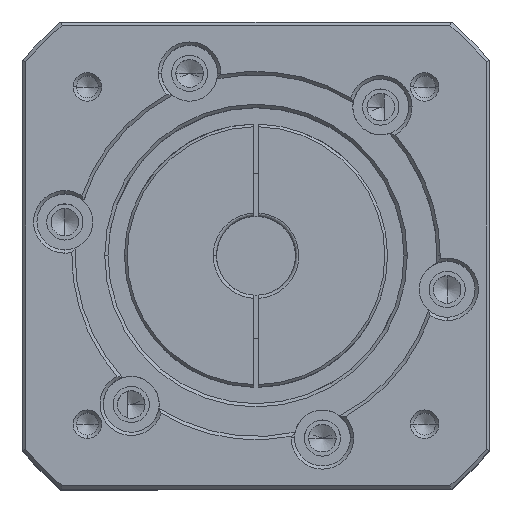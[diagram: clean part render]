
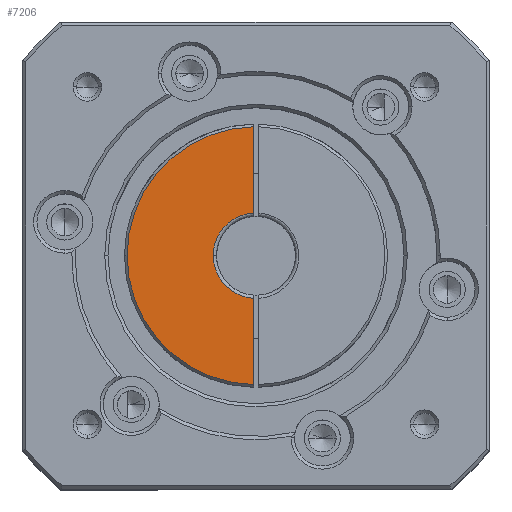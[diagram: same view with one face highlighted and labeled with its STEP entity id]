
A CAD part, top view. The second image highlights one B-rep face of the part: STEP entity #7206.
In plain terms, the highlighted planar face has unit normal (0, 0, 1).
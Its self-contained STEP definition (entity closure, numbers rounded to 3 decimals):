
#1116 = CARTESIAN_POINT ( 'NONE',  ( -13., 0., 100.5 ) ) ;
#1521 = EDGE_CURVE ( 'NONE', #16594, #6043, #19168, .T. ) ;
#2334 = CARTESIAN_POINT ( 'NONE',  ( -39.2, 0., 100.5 ) ) ;
#2443 = EDGE_LOOP ( 'NONE', ( #13157, #17518, #6924, #4528, #12878, #5079 ) ) ;
#3544 = VERTEX_POINT ( 'NONE', #10882 ) ;
#3680 = DIRECTION ( 'NONE',  ( 0., 0., 1. ) ) ;
#3684 = DIRECTION ( 'NONE',  ( 1., 0., 0. ) ) ;
#3689 = DIRECTION ( 'NONE',  ( 0., 0., 1. ) ) ;
#3708 = CARTESIAN_POINT ( 'NONE',  ( 15.072, 0., 100.5 ) ) ;
#3723 = CARTESIAN_POINT ( 'NONE',  ( -0.75, -12.978, 100.5 ) ) ;
#3812 = AXIS2_PLACEMENT_3D ( 'NONE', #3708, #3689, #3684 ) ;
#3921 = PLANE ( 'NONE',  #3812 ) ;
#4528 = ORIENTED_EDGE ( 'NONE', *, *, #1521, .F. ) ;
#4716 = EDGE_CURVE ( 'NONE', #9474, #3544, #9264, .T. ) ;
#4951 = VECTOR ( 'NONE', #19059, 1000. ) ;
#5079 = ORIENTED_EDGE ( 'NONE', *, *, #7085, .T. ) ;
#5477 = DIRECTION ( 'NONE',  ( 0., 1., 0. ) ) ;
#5634 = CARTESIAN_POINT ( 'NONE',  ( -0.75, -42.068, 100.5 ) ) ;
#6043 = VERTEX_POINT ( 'NONE', #17058 ) ;
#6924 = ORIENTED_EDGE ( 'NONE', *, *, #19434, .T. ) ;
#6938 = AXIS2_PLACEMENT_3D ( 'NONE', #19608, #19548, #19527 ) ;
#7085 = EDGE_CURVE ( 'NONE', #11013, #16313, #12815, .T. ) ;
#7206 = ADVANCED_FACE ( 'NONE', ( #17832 ), #3921, .T. ) ;
#7534 = CIRCLE ( 'NONE', #15687, 39.2 ) ;
#7576 = VECTOR ( 'NONE', #5477, 1000. ) ;
#9264 = CIRCLE ( 'NONE', #6938, 39.2 ) ;
#9354 =( BOUNDED_CURVE ( )  B_SPLINE_CURVE ( 3, ( #16549, #20072, #11452, #1116 ),
 .UNSPECIFIED., .F., .F. ) 
 B_SPLINE_CURVE_WITH_KNOTS ( ( 4, 4 ),
 ( 0., 0.5 ),
 .UNSPECIFIED. ) 
 CURVE ( )  GEOMETRIC_REPRESENTATION_ITEM ( )  RATIONAL_B_SPLINE_CURVE ( ( 1., 0.818, 0.818, 1. ) ) 
 REPRESENTATION_ITEM ( '' )  );
#9474 = VERTEX_POINT ( 'NONE', #2334 ) ;
#9576 = LINE ( 'NONE', #12145, #4951 ) ;
#9781 = CARTESIAN_POINT ( 'NONE',  ( -13., 0., 100.5 ) ) ;
#9942 = CARTESIAN_POINT ( 'NONE',  ( -13., -7.271, 100.5 ) ) ;
#10021 = CARTESIAN_POINT ( 'NONE',  ( -8.009, -12.559, 100.5 ) ) ;
#10882 = CARTESIAN_POINT ( 'NONE',  ( -0.75, -39.193, 100.5 ) ) ;
#11013 = VERTEX_POINT ( 'NONE', #14214 ) ;
#11452 = CARTESIAN_POINT ( 'NONE',  ( -13., 7.271, 100.5 ) ) ;
#11610 = EDGE_CURVE ( 'NONE', #16313, #9474, #7534, .T. ) ;
#12145 = CARTESIAN_POINT ( 'NONE',  ( -0.75, -42.068, 100.5 ) ) ;
#12815 = LINE ( 'NONE', #5634, #7576 ) ;
#12878 = ORIENTED_EDGE ( 'NONE', *, *, #19233, .F. ) ;
#13157 = ORIENTED_EDGE ( 'NONE', *, *, #11610, .T. ) ;
#14120 = CARTESIAN_POINT ( 'NONE',  ( 0., 0., 100.5 ) ) ;
#14214 = CARTESIAN_POINT ( 'NONE',  ( -0.75, 12.978, 100.5 ) ) ;
#14422 = CARTESIAN_POINT ( 'NONE',  ( -13., 0., 100.5 ) ) ;
#15687 = AXIS2_PLACEMENT_3D ( 'NONE', #14120, #3680, #15783 ) ;
#15783 = DIRECTION ( 'NONE',  ( -1., 0., 0. ) ) ;
#16313 = VERTEX_POINT ( 'NONE', #22264 ) ;
#16549 = CARTESIAN_POINT ( 'NONE',  ( -0.75, 12.978, 100.5 ) ) ;
#16594 = VERTEX_POINT ( 'NONE', #14422 ) ;
#17058 = CARTESIAN_POINT ( 'NONE',  ( -0.75, -12.978, 100.5 ) ) ;
#17518 = ORIENTED_EDGE ( 'NONE', *, *, #4716, .T. ) ;
#17832 = FACE_OUTER_BOUND ( 'NONE', #2443, .T. ) ;
#19059 = DIRECTION ( 'NONE',  ( 0., 1., 0. ) ) ;
#19168 =( BOUNDED_CURVE ( )  B_SPLINE_CURVE ( 3, ( #9781, #9942, #10021, #3723 ),
 .UNSPECIFIED., .F., .F. ) 
 B_SPLINE_CURVE_WITH_KNOTS ( ( 4, 4 ),
 ( 0.5, 1. ),
 .UNSPECIFIED. ) 
 CURVE ( )  GEOMETRIC_REPRESENTATION_ITEM ( )  RATIONAL_B_SPLINE_CURVE ( ( 1., 0.818, 0.818, 1. ) ) 
 REPRESENTATION_ITEM ( '' )  );
#19233 = EDGE_CURVE ( 'NONE', #11013, #16594, #9354, .T. ) ;
#19434 = EDGE_CURVE ( 'NONE', #3544, #6043, #9576, .T. ) ;
#19527 = DIRECTION ( 'NONE',  ( -1., 0., 0. ) ) ;
#19548 = DIRECTION ( 'NONE',  ( 0., 0., 1. ) ) ;
#19608 = CARTESIAN_POINT ( 'NONE',  ( 0., 0., 100.5 ) ) ;
#20072 = CARTESIAN_POINT ( 'NONE',  ( -8.009, 12.559, 100.5 ) ) ;
#22264 = CARTESIAN_POINT ( 'NONE',  ( -0.75, 39.193, 100.5 ) ) ;
